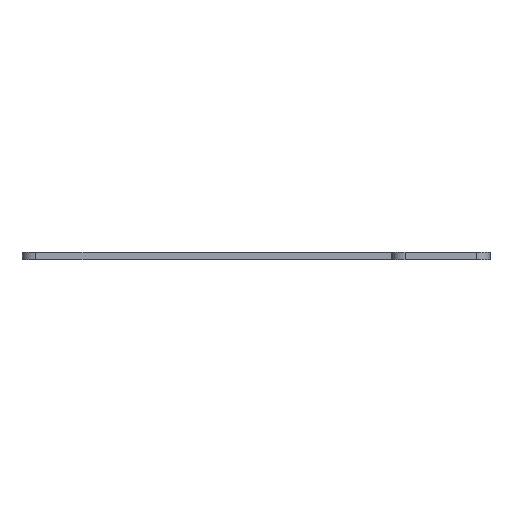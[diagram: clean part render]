
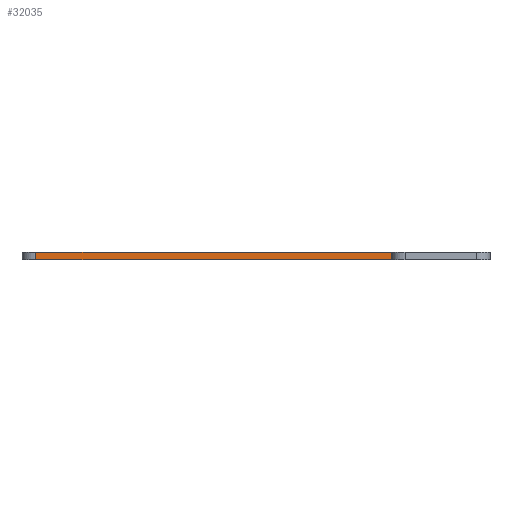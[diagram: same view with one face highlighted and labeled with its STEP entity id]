
A CAD part, front view. The second image highlights one B-rep face of the part: STEP entity #32035.
In plain terms, the highlighted planar face has unit normal (0.001, -1, 0).
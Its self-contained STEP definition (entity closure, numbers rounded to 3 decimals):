
#83 = PLANE('',#84);
#84 = AXIS2_PLACEMENT_3D('',#85,#86,#87);
#85 = CARTESIAN_POINT('',(199.993,-91.822,1.6));
#86 = DIRECTION('',(0.,0.,1.));
#87 = DIRECTION('',(1.,0.,0.));
#137 = PLANE('',#138);
#138 = AXIS2_PLACEMENT_3D('',#139,#140,#141);
#139 = CARTESIAN_POINT('',(199.993,-91.822,0.));
#140 = DIRECTION('',(0.,0.,1.));
#141 = DIRECTION('',(1.,0.,0.));
#170 = PLANE('',#171);
#171 = AXIS2_PLACEMENT_3D('',#172,#173,#174);
#172 = CARTESIAN_POINT('',(227.425,-118.753,0.));
#173 = DIRECTION('',(1.,0.,0.));
#174 = DIRECTION('',(0.,-1.,0.));
#533 = VERTEX_POINT('',#534);
#534 = CARTESIAN_POINT('',(149.516,-118.823,0.));
#549 = CYLINDRICAL_SURFACE('',#550,3.);
#550 = AXIS2_PLACEMENT_3D('',#551,#552,#553);
#551 = CARTESIAN_POINT('',(149.513,-115.823,0.));
#552 = DIRECTION('',(0.,0.,-1.));
#553 = DIRECTION('',(1.,0.,0.));
#561 = EDGE_CURVE('',#533,#562,#564,.T.);
#562 = VERTEX_POINT('',#563);
#563 = CARTESIAN_POINT('',(227.425,-118.753,0.));
#564 = SURFACE_CURVE('',#565,(#569,#576),.PCURVE_S1.);
#565 = LINE('',#566,#567);
#566 = CARTESIAN_POINT('',(149.516,-118.823,0.));
#567 = VECTOR('',#568,1.);
#568 = DIRECTION('',(1.,0.001,0.));
#569 = PCURVE('',#137,#570);
#570 = DEFINITIONAL_REPRESENTATION('',(#571),#575);
#571 = LINE('',#572,#573);
#572 = CARTESIAN_POINT('',(-50.477,-27.001));
#573 = VECTOR('',#574,1.);
#574 = DIRECTION('',(1.,0.001));
#575 = ( GEOMETRIC_REPRESENTATION_CONTEXT(2) 
PARAMETRIC_REPRESENTATION_CONTEXT() REPRESENTATION_CONTEXT('2D SPACE',''
  ) );
#576 = PCURVE('',#577,#582);
#577 = PLANE('',#578);
#578 = AXIS2_PLACEMENT_3D('',#579,#580,#581);
#579 = CARTESIAN_POINT('',(149.516,-118.823,0.));
#580 = DIRECTION('',(-0.001,1.,0.));
#581 = DIRECTION('',(1.,0.001,0.));
#582 = DEFINITIONAL_REPRESENTATION('',(#583),#587);
#583 = LINE('',#584,#585);
#584 = CARTESIAN_POINT('',(0.,0.));
#585 = VECTOR('',#586,1.);
#586 = DIRECTION('',(1.,0.));
#587 = ( GEOMETRIC_REPRESENTATION_CONTEXT(2) 
PARAMETRIC_REPRESENTATION_CONTEXT() REPRESENTATION_CONTEXT('2D SPACE',''
  ) );
#17774 = VERTEX_POINT('',#17775);
#17775 = CARTESIAN_POINT('',(149.516,-118.823,1.6));
#17797 = EDGE_CURVE('',#17774,#17798,#17800,.T.);
#17798 = VERTEX_POINT('',#17799);
#17799 = CARTESIAN_POINT('',(227.425,-118.753,1.6));
#17800 = SURFACE_CURVE('',#17801,(#17805,#17812),.PCURVE_S1.);
#17801 = LINE('',#17802,#17803);
#17802 = CARTESIAN_POINT('',(149.516,-118.823,1.6));
#17803 = VECTOR('',#17804,1.);
#17804 = DIRECTION('',(1.,0.001,0.));
#17805 = PCURVE('',#83,#17806);
#17806 = DEFINITIONAL_REPRESENTATION('',(#17807),#17811);
#17807 = LINE('',#17808,#17809);
#17808 = CARTESIAN_POINT('',(-50.477,-27.001));
#17809 = VECTOR('',#17810,1.);
#17810 = DIRECTION('',(1.,0.001));
#17811 = ( GEOMETRIC_REPRESENTATION_CONTEXT(2) 
PARAMETRIC_REPRESENTATION_CONTEXT() REPRESENTATION_CONTEXT('2D SPACE',''
  ) );
#17812 = PCURVE('',#577,#17813);
#17813 = DEFINITIONAL_REPRESENTATION('',(#17814),#17818);
#17814 = LINE('',#17815,#17816);
#17815 = CARTESIAN_POINT('',(0.,-1.6));
#17816 = VECTOR('',#17817,1.);
#17817 = DIRECTION('',(1.,0.));
#17818 = ( GEOMETRIC_REPRESENTATION_CONTEXT(2) 
PARAMETRIC_REPRESENTATION_CONTEXT() REPRESENTATION_CONTEXT('2D SPACE',''
  ) );
#31985 = EDGE_CURVE('',#562,#17798,#31986,.T.);
#31986 = SURFACE_CURVE('',#31987,(#31991,#31998),.PCURVE_S1.);
#31987 = LINE('',#31988,#31989);
#31988 = CARTESIAN_POINT('',(227.425,-118.753,0.));
#31989 = VECTOR('',#31990,1.);
#31990 = DIRECTION('',(0.,0.,1.));
#31991 = PCURVE('',#170,#31992);
#31992 = DEFINITIONAL_REPRESENTATION('',(#31993),#31997);
#31993 = LINE('',#31994,#31995);
#31994 = CARTESIAN_POINT('',(0.,0.));
#31995 = VECTOR('',#31996,1.);
#31996 = DIRECTION('',(0.,-1.));
#31997 = ( GEOMETRIC_REPRESENTATION_CONTEXT(2) 
PARAMETRIC_REPRESENTATION_CONTEXT() REPRESENTATION_CONTEXT('2D SPACE',''
  ) );
#31998 = PCURVE('',#577,#31999);
#31999 = DEFINITIONAL_REPRESENTATION('',(#32000),#32004);
#32000 = LINE('',#32001,#32002);
#32001 = CARTESIAN_POINT('',(77.909,0.));
#32002 = VECTOR('',#32003,1.);
#32003 = DIRECTION('',(0.,-1.));
#32004 = ( GEOMETRIC_REPRESENTATION_CONTEXT(2) 
PARAMETRIC_REPRESENTATION_CONTEXT() REPRESENTATION_CONTEXT('2D SPACE',''
  ) );
#32035 = ADVANCED_FACE('',(#32036),#577,.F.);
#32036 = FACE_BOUND('',#32037,.F.);
#32037 = EDGE_LOOP('',(#32038,#32059,#32060,#32061));
#32038 = ORIENTED_EDGE('',*,*,#32039,.T.);
#32039 = EDGE_CURVE('',#533,#17774,#32040,.T.);
#32040 = SURFACE_CURVE('',#32041,(#32045,#32052),.PCURVE_S1.);
#32041 = LINE('',#32042,#32043);
#32042 = CARTESIAN_POINT('',(149.516,-118.823,0.));
#32043 = VECTOR('',#32044,1.);
#32044 = DIRECTION('',(0.,0.,1.));
#32045 = PCURVE('',#577,#32046);
#32046 = DEFINITIONAL_REPRESENTATION('',(#32047),#32051);
#32047 = LINE('',#32048,#32049);
#32048 = CARTESIAN_POINT('',(0.,0.));
#32049 = VECTOR('',#32050,1.);
#32050 = DIRECTION('',(0.,-1.));
#32051 = ( GEOMETRIC_REPRESENTATION_CONTEXT(2) 
PARAMETRIC_REPRESENTATION_CONTEXT() REPRESENTATION_CONTEXT('2D SPACE',''
  ) );
#32052 = PCURVE('',#549,#32053);
#32053 = DEFINITIONAL_REPRESENTATION('',(#32054),#32058);
#32054 = LINE('',#32055,#32056);
#32055 = CARTESIAN_POINT('',(-4.713,0.));
#32056 = VECTOR('',#32057,1.);
#32057 = DIRECTION('',(0.,-1.));
#32058 = ( GEOMETRIC_REPRESENTATION_CONTEXT(2) 
PARAMETRIC_REPRESENTATION_CONTEXT() REPRESENTATION_CONTEXT('2D SPACE',''
  ) );
#32059 = ORIENTED_EDGE('',*,*,#17797,.T.);
#32060 = ORIENTED_EDGE('',*,*,#31985,.F.);
#32061 = ORIENTED_EDGE('',*,*,#561,.F.);
